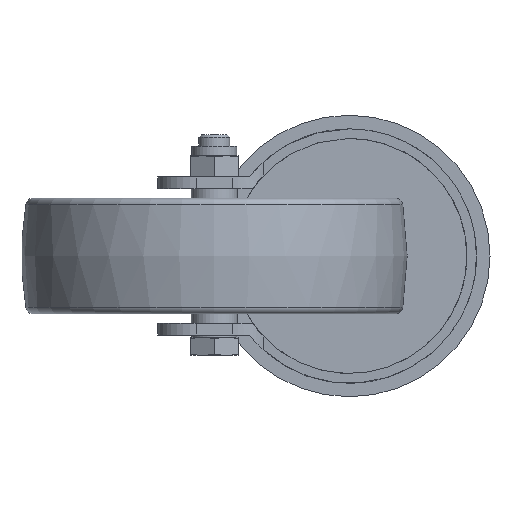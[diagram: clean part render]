
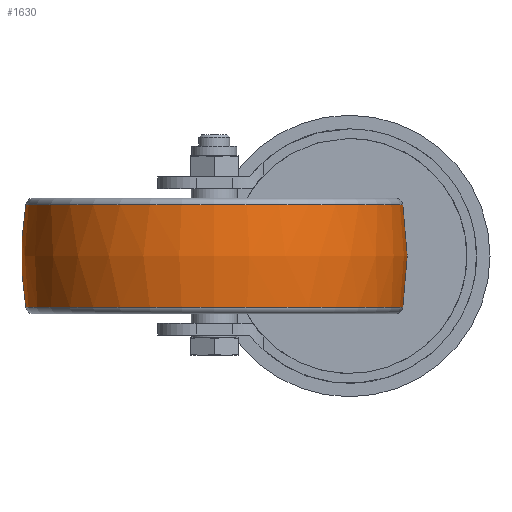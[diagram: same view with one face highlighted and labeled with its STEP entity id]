
A CAD part, front view. The second image highlights one B-rep face of the part: STEP entity #1630.
In plain terms, the highlighted free-form (B-spline) face has degree [2, 2] with [3, 9] control points.
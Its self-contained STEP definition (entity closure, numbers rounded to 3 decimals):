
#23=(
BOUNDED_SURFACE()
B_SPLINE_SURFACE(2,2,((#3064,#3065,#3066,#3067,#3068,#3069,#3070,#3071,
#3072),(#3073,#3074,#3075,#3076,#3077,#3078,#3079,#3080,#3081),(#3082,#3083,
#3084,#3085,#3086,#3087,#3088,#3089,#3090)),.UNSPECIFIED.,.F.,.T.,.F.)
B_SPLINE_SURFACE_WITH_KNOTS((3,3),(3,2,2,2,3),(-0.167,0.167),
(-3.142,-1.571,0.,1.571,3.142),
 .UNSPECIFIED.)
GEOMETRIC_REPRESENTATION_ITEM()
RATIONAL_B_SPLINE_SURFACE(((1.,0.707,1.,0.707,1.,
0.707,1.,0.707,1.),(0.986,0.697,
0.986,0.697,0.986,0.697,
0.986,0.697,0.986),(1.,0.707,
1.,0.707,1.,0.707,1.,0.707,1.)))
REPRESENTATION_ITEM('')
SURFACE()
);
#319=FACE_OUTER_BOUND('',#445,.T.);
#445=EDGE_LOOP('',(#1498,#1499,#1500,#1501));
#549=CIRCLE('',#1956,48.881);
#550=CIRCLE('',#1957,80.);
#551=CIRCLE('',#1958,48.881);
#823=VERTEX_POINT('',#3061);
#824=VERTEX_POINT('',#3091);
#1048=EDGE_CURVE('',#823,#823,#549,.T.);
#1049=EDGE_CURVE('',#823,#824,#550,.T.);
#1050=EDGE_CURVE('',#824,#824,#551,.T.);
#1498=ORIENTED_EDGE('',*,*,#1048,.F.);
#1499=ORIENTED_EDGE('',*,*,#1049,.T.);
#1500=ORIENTED_EDGE('',*,*,#1050,.T.);
#1501=ORIENTED_EDGE('',*,*,#1049,.F.);
#1630=ADVANCED_FACE('',(#319),#23,.F.);
#1956=AXIS2_PLACEMENT_3D('',#3063,#2458,#2459);
#1957=AXIS2_PLACEMENT_3D('',#3092,#2460,#2461);
#1958=AXIS2_PLACEMENT_3D('',#3093,#2462,#2463);
#2458=DIRECTION('center_axis',(0.,0.,1.));
#2459=DIRECTION('ref_axis',(1.,0.,0.));
#2460=DIRECTION('center_axis',(0.,-1.,0.));
#2461=DIRECTION('ref_axis',(-1.,0.,0.));
#2462=DIRECTION('center_axis',(0.,0.,1.));
#2463=DIRECTION('ref_axis',(1.,0.,0.));
#3061=CARTESIAN_POINT('',(-48.881,0.,13.333));
#3063=CARTESIAN_POINT('Origin',(0.,0.,13.333));
#3064=CARTESIAN_POINT('Ctrl Pts',(-48.881,0.,-13.333));
#3065=CARTESIAN_POINT('Ctrl Pts',(-48.881,-48.881,-13.333));
#3066=CARTESIAN_POINT('Ctrl Pts',(0.,-48.881,-13.333));
#3067=CARTESIAN_POINT('Ctrl Pts',(48.881,-48.881,-13.333));
#3068=CARTESIAN_POINT('Ctrl Pts',(48.881,0.,-13.333));
#3069=CARTESIAN_POINT('Ctrl Pts',(48.881,48.881,-13.333));
#3070=CARTESIAN_POINT('Ctrl Pts',(0.,48.881,-13.333));
#3071=CARTESIAN_POINT('Ctrl Pts',(-48.881,48.881,-13.333));
#3072=CARTESIAN_POINT('Ctrl Pts',(-48.881,0.,-13.333));
#3073=CARTESIAN_POINT('Ctrl Pts',(-51.135,0.,0.));
#3074=CARTESIAN_POINT('Ctrl Pts',(-51.135,-51.135,0.));
#3075=CARTESIAN_POINT('Ctrl Pts',(0.,-51.135,0.));
#3076=CARTESIAN_POINT('Ctrl Pts',(51.135,-51.135,0.));
#3077=CARTESIAN_POINT('Ctrl Pts',(51.135,0.,0.));
#3078=CARTESIAN_POINT('Ctrl Pts',(51.135,51.135,0.));
#3079=CARTESIAN_POINT('Ctrl Pts',(0.,51.135,0.));
#3080=CARTESIAN_POINT('Ctrl Pts',(-51.135,51.135,0.));
#3081=CARTESIAN_POINT('Ctrl Pts',(-51.135,0.,0.));
#3082=CARTESIAN_POINT('Ctrl Pts',(-48.881,0.,13.333));
#3083=CARTESIAN_POINT('Ctrl Pts',(-48.881,-48.881,13.333));
#3084=CARTESIAN_POINT('Ctrl Pts',(0.,-48.881,13.333));
#3085=CARTESIAN_POINT('Ctrl Pts',(48.881,-48.881,13.333));
#3086=CARTESIAN_POINT('Ctrl Pts',(48.881,0.,13.333));
#3087=CARTESIAN_POINT('Ctrl Pts',(48.881,48.881,13.333));
#3088=CARTESIAN_POINT('Ctrl Pts',(0.,48.881,13.333));
#3089=CARTESIAN_POINT('Ctrl Pts',(-48.881,48.881,13.333));
#3090=CARTESIAN_POINT('Ctrl Pts',(-48.881,0.,13.333));
#3091=CARTESIAN_POINT('',(-48.881,0.,-13.333));
#3092=CARTESIAN_POINT('Origin',(30.,0.,0.));
#3093=CARTESIAN_POINT('Origin',(0.,0.,-13.333));
